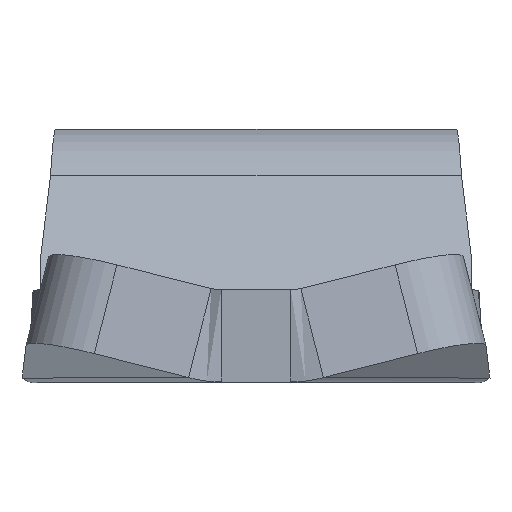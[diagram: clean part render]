
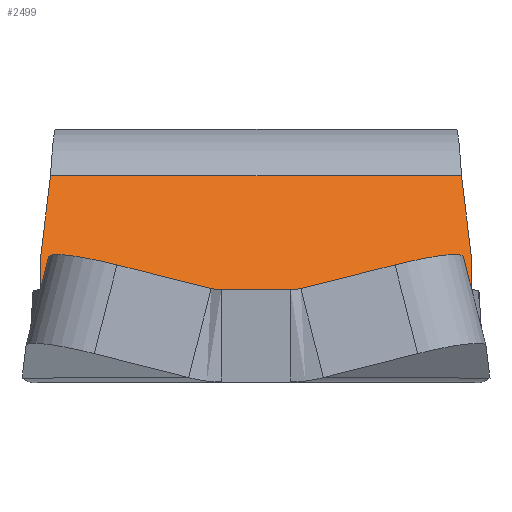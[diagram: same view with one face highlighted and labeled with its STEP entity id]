
A CAD part, top view. The second image highlights one B-rep face of the part: STEP entity #2499.
In plain terms, the highlighted planar face has unit normal (0, 0.5, 0.866).
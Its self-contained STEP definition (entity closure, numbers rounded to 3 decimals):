
#93 = DIRECTION ( 'NONE',  ( 0.105, -0.861, 0.497 ) ) ;
#106 = LINE ( 'NONE', #2016, #217 ) ;
#129 = AXIS2_PLACEMENT_3D ( 'NONE', #2965, #2318, #2550 ) ;
#143 = CARTESIAN_POINT ( 'NONE',  ( -9.344, 19.928, 13.595 ) ) ;
#144 = VERTEX_POINT ( 'NONE', #322 ) ;
#165 = DIRECTION ( 'NONE',  ( 1., 0., 0. ) ) ;
#217 = VECTOR ( 'NONE', #93, 1000. ) ;
#274 = VECTOR ( 'NONE', #987, 1000. ) ;
#322 = CARTESIAN_POINT ( 'NONE',  ( 9.344, 1.309, 24.344 ) ) ;
#353 = VERTEX_POINT ( 'NONE', #2002 ) ;
#364 = VECTOR ( 'NONE', #970, 1000. ) ;
#386 = LINE ( 'NONE', #143, #2580 ) ;
#526 = LINE ( 'NONE', #1250, #3017 ) ;
#548 = ORIENTED_EDGE ( 'NONE', *, *, #992, .F. ) ;
#797 = ORIENTED_EDGE ( 'NONE', *, *, #1374, .F. ) ;
#970 = DIRECTION ( 'NONE',  ( 1., 0., 0. ) ) ;
#987 = DIRECTION ( 'NONE',  ( 0., 0.866, -0.5 ) ) ;
#992 = EDGE_CURVE ( 'NONE', #2363, #144, #106, .T. ) ;
#1021 = CARTESIAN_POINT ( 'NONE',  ( 0., 0.025, 25.086 ) ) ;
#1183 = VERTEX_POINT ( 'NONE', #2164 ) ;
#1250 = CARTESIAN_POINT ( 'NONE',  ( -9.344, 1.309, 24.344 ) ) ;
#1374 = EDGE_CURVE ( 'NONE', #2973, #2363, #1819, .T. ) ;
#1494 = EDGE_CURVE ( 'NONE', #1183, #2520, #386, .T. ) ;
#1580 = DIRECTION ( 'NONE',  ( 0., -0.866, 0.5 ) ) ;
#1611 = FACE_OUTER_BOUND ( 'NONE', #2928, .T. ) ;
#1627 = ORIENTED_EDGE ( 'NONE', *, *, #1752, .T. ) ;
#1692 = CARTESIAN_POINT ( 'NONE',  ( 9.344, 19.928, 13.595 ) ) ;
#1698 = EDGE_CURVE ( 'NONE', #2520, #353, #2204, .T. ) ;
#1718 = ORIENTED_EDGE ( 'NONE', *, *, #2203, .F. ) ;
#1752 = EDGE_CURVE ( 'NONE', #353, #144, #2168, .T. ) ;
#1819 = LINE ( 'NONE', #2304, #2726 ) ;
#2002 = CARTESIAN_POINT ( 'NONE',  ( 9.344, 0.025, 25.086 ) ) ;
#2014 = CARTESIAN_POINT ( 'NONE',  ( 8.896, 4.975, 22.228 ) ) ;
#2016 = CARTESIAN_POINT ( 'NONE',  ( 8.896, 4.975, 22.228 ) ) ;
#2103 = ORIENTED_EDGE ( 'NONE', *, *, #1494, .T. ) ;
#2164 = CARTESIAN_POINT ( 'NONE',  ( -9.344, 1.309, 24.344 ) ) ;
#2168 = LINE ( 'NONE', #1692, #274 ) ;
#2195 = CARTESIAN_POINT ( 'NONE',  ( -8.896, 4.975, 22.228 ) ) ;
#2203 = EDGE_CURVE ( 'NONE', #1183, #2973, #526, .T. ) ;
#2204 = LINE ( 'NONE', #1021, #364 ) ;
#2220 = ORIENTED_EDGE ( 'NONE', *, *, #1698, .T. ) ;
#2304 = CARTESIAN_POINT ( 'NONE',  ( -18.763, 4.975, 22.228 ) ) ;
#2318 = DIRECTION ( 'NONE',  ( 0., 0.5, 0.866 ) ) ;
#2363 = VERTEX_POINT ( 'NONE', #2014 ) ;
#2499 = ADVANCED_FACE ( 'NONE', ( #1611 ), #2505, .T. ) ;
#2505 = PLANE ( 'NONE',  #129 ) ;
#2520 = VERTEX_POINT ( 'NONE', #2979 ) ;
#2550 = DIRECTION ( 'NONE',  ( 0., -0.866, 0.5 ) ) ;
#2580 = VECTOR ( 'NONE', #1580, 1000. ) ;
#2726 = VECTOR ( 'NONE', #165, 1000. ) ;
#2877 = DIRECTION ( 'NONE',  ( 0.105, 0.861, -0.497 ) ) ;
#2928 = EDGE_LOOP ( 'NONE', ( #2220, #1627, #548, #797, #1718, #2103 ) ) ;
#2965 = CARTESIAN_POINT ( 'NONE',  ( 0., 19.928, 13.595 ) ) ;
#2973 = VERTEX_POINT ( 'NONE', #2195 ) ;
#2979 = CARTESIAN_POINT ( 'NONE',  ( -9.344, 0.025, 25.086 ) ) ;
#3017 = VECTOR ( 'NONE', #2877, 1000. ) ;
